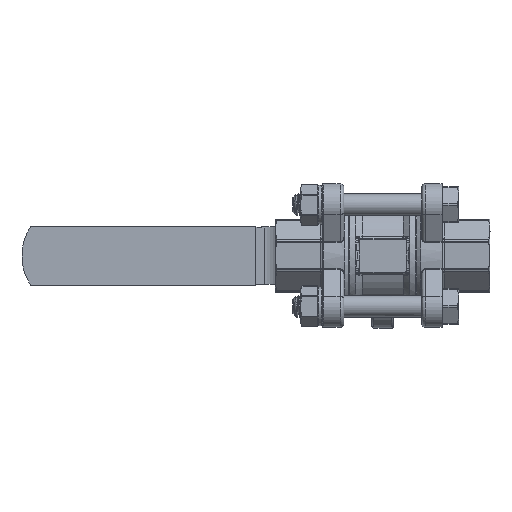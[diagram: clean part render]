
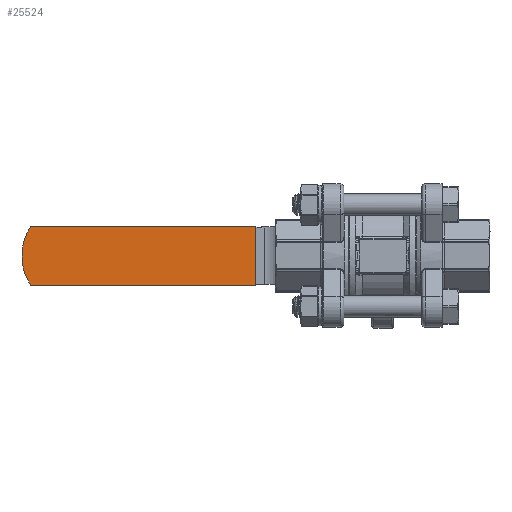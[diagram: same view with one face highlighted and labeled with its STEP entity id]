
A CAD part, front view. The second image highlights one B-rep face of the part: STEP entity #25524.
In plain terms, the highlighted planar face has unit normal (0, -1, 0).
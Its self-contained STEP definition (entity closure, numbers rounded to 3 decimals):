
#25424=CARTESIAN_POINT('',(-35.454,48.56,8.18));
#25425=VERTEX_POINT('',#25424);
#25426=CARTESIAN_POINT('',(-35.445,48.56,-8.32));
#25427=VERTEX_POINT('',#25426);
#25428=CARTESIAN_POINT('',(-35.454,48.56,8.18));
#25429=DIRECTION('',(0.001,0.0,-1.));
#25430=VECTOR('',#25429,16.5);
#25431=LINE('',#25428,#25430);
#25432=EDGE_CURVE('',#25425,#25427,#25431,.T.);
#25493=CARTESIAN_POINT('',(-35.45,48.56,-0.07));
#25494=DIRECTION('',(0.0,1.0,0.0));
#25495=DIRECTION('',(0.001,0.0,-1.));
#25496=AXIS2_PLACEMENT_3D('',#25493,#25494,#25495);
#25497=PLANE('',#25496);
#25498=ORIENTED_EDGE('',*,*,#25432,.F.);
#25499=CARTESIAN_POINT('',(-98.454,48.56,8.143));
#25500=VERTEX_POINT('',#25499);
#25501=CARTESIAN_POINT('',(-98.454,48.56,8.143));
#25502=DIRECTION('',(1.,0.0,0.001));
#25503=VECTOR('',#25502,63.);
#25504=LINE('',#25501,#25503);
#25505=EDGE_CURVE('',#25500,#25425,#25504,.T.);
#25506=ORIENTED_EDGE('',*,*,#25505,.F.);
#25507=CARTESIAN_POINT('',(-98.445,48.56,-8.357));
#25508=VERTEX_POINT('',#25507);
#25509=CARTESIAN_POINT('',(-85.922,48.56,-0.099));
#25510=DIRECTION('',(0.0,1.0,0.0));
#25511=DIRECTION('',(-0.835,0.0,-0.55));
#25512=AXIS2_PLACEMENT_3D('',#25509,#25510,#25511);
#25513=CIRCLE('',#25512,15.);
#25514=EDGE_CURVE('',#25508,#25500,#25513,.T.);
#25515=ORIENTED_EDGE('',*,*,#25514,.F.);
#25516=CARTESIAN_POINT('',(-35.445,48.56,-8.32));
#25517=DIRECTION('',(-1.,0.0,-0.001));
#25518=VECTOR('',#25517,63.);
#25519=LINE('',#25516,#25518);
#25520=EDGE_CURVE('',#25427,#25508,#25519,.T.);
#25521=ORIENTED_EDGE('',*,*,#25520,.F.);
#25522=EDGE_LOOP('',(#25498,#25506,#25515,#25521));
#25523=FACE_OUTER_BOUND('',#25522,.T.);
#25524=ADVANCED_FACE('',(#25523),#25497,.F.);
